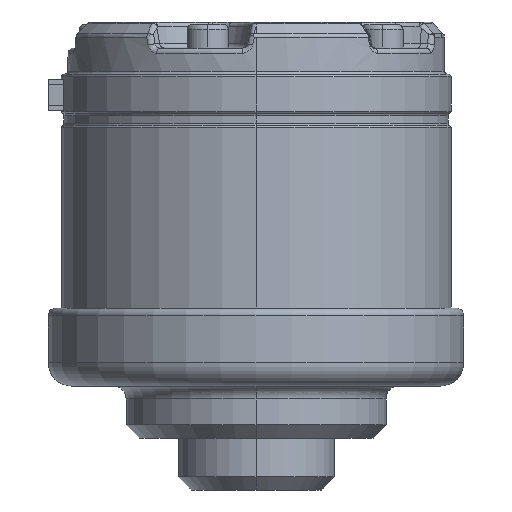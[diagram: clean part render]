
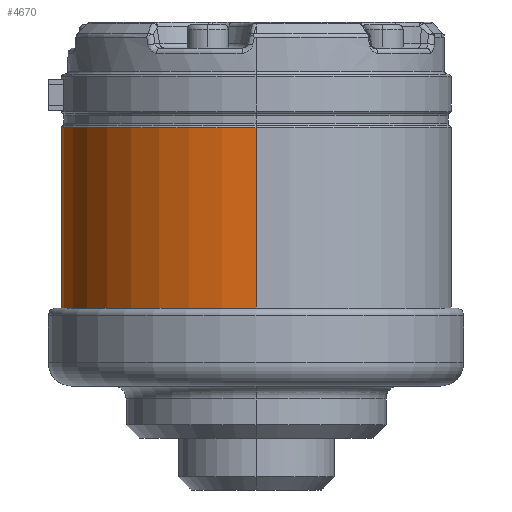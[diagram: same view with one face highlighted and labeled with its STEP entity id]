
A CAD part, left-side view. The second image highlights one B-rep face of the part: STEP entity #4670.
In plain terms, the highlighted cylindrical face has radius 75 mm (diameter 150 mm), a partial arc.
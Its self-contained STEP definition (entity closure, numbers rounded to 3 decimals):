
#142 = VECTOR ( 'NONE', #18190, 1000. ) ;
#729 = CARTESIAN_POINT ( 'NONE',  ( -300., 0., 39.268 ) ) ;
#2102 = FACE_OUTER_BOUND ( 'NONE', #21230, .T. ) ;
#2114 = VERTEX_POINT ( 'NONE', #9726 ) ;
#2206 = VERTEX_POINT ( 'NONE', #18004 ) ;
#3054 = VERTEX_POINT ( 'NONE', #6747 ) ;
#3391 = CARTESIAN_POINT ( 'NONE',  ( -300., 0., 60. ) ) ;
#3636 = EDGE_CURVE ( 'NONE', #2114, #7134, #10616, .T. ) ;
#4670 = ADVANCED_FACE ( 'NONE', ( #2102 ), #18148, .T. ) ;
#4723 = CARTESIAN_POINT ( 'NONE',  ( -375., 0., 60. ) ) ;
#5048 = ORIENTED_EDGE ( 'NONE', *, *, #15908, .F. ) ;
#5139 = DIRECTION ( 'NONE',  ( 1., 0., 0. ) ) ;
#5359 = DIRECTION ( 'NONE',  ( 0., 0., 1. ) ) ;
#5667 = CIRCLE ( 'NONE', #18391, 75. ) ;
#6747 = CARTESIAN_POINT ( 'NONE',  ( -375., 0., -30. ) ) ;
#7134 = VERTEX_POINT ( 'NONE', #18538 ) ;
#8159 = CIRCLE ( 'NONE', #9539, 75. ) ;
#8501 = DIRECTION ( 'NONE',  ( 0., 0., -1. ) ) ;
#8677 = DIRECTION ( 'NONE',  ( -1., 0., 0. ) ) ;
#9053 = ORIENTED_EDGE ( 'NONE', *, *, #18678, .T. ) ;
#9539 = AXIS2_PLACEMENT_3D ( 'NONE', #20114, #5359, #5139 ) ;
#9726 = CARTESIAN_POINT ( 'NONE',  ( -225., 0., 39.268 ) ) ;
#10292 = DIRECTION ( 'NONE',  ( 0., 0., -1. ) ) ;
#10616 = LINE ( 'NONE', #18573, #11772 ) ;
#11772 = VECTOR ( 'NONE', #10292, 1000. ) ;
#13083 = DIRECTION ( 'NONE',  ( 0., 0., -1. ) ) ;
#13232 = LINE ( 'NONE', #4723, #142 ) ;
#15908 = EDGE_CURVE ( 'NONE', #2206, #3054, #13232, .T. ) ;
#16030 = EDGE_CURVE ( 'NONE', #2206, #2114, #5667, .T. ) ;
#16895 = DIRECTION ( 'NONE',  ( -1., 0., 0. ) ) ;
#16965 = AXIS2_PLACEMENT_3D ( 'NONE', #3391, #13083, #8677 ) ;
#16979 = ORIENTED_EDGE ( 'NONE', *, *, #16030, .T. ) ;
#18004 = CARTESIAN_POINT ( 'NONE',  ( -375., 0., 39.268 ) ) ;
#18148 = CYLINDRICAL_SURFACE ( 'NONE', #16965, 75. ) ;
#18190 = DIRECTION ( 'NONE',  ( 0., 0., -1. ) ) ;
#18391 = AXIS2_PLACEMENT_3D ( 'NONE', #729, #8501, #16895 ) ;
#18538 = CARTESIAN_POINT ( 'NONE',  ( -225., 0., -30. ) ) ;
#18573 = CARTESIAN_POINT ( 'NONE',  ( -225., 0., 60. ) ) ;
#18678 = EDGE_CURVE ( 'NONE', #7134, #3054, #8159, .T. ) ;
#19222 = ORIENTED_EDGE ( 'NONE', *, *, #3636, .T. ) ;
#20114 = CARTESIAN_POINT ( 'NONE',  ( -300., 0., -30. ) ) ;
#21230 = EDGE_LOOP ( 'NONE', ( #16979, #19222, #9053, #5048 ) ) ;
